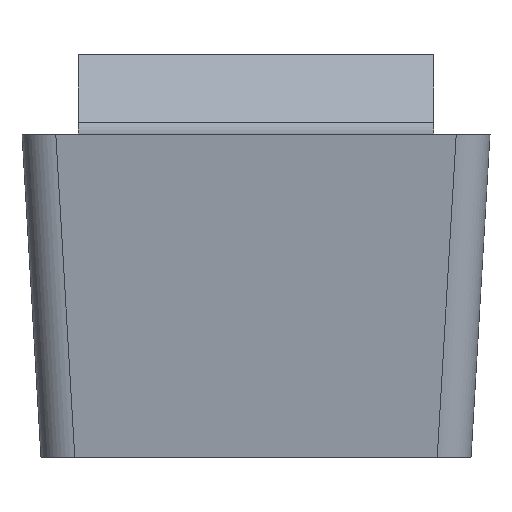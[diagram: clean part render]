
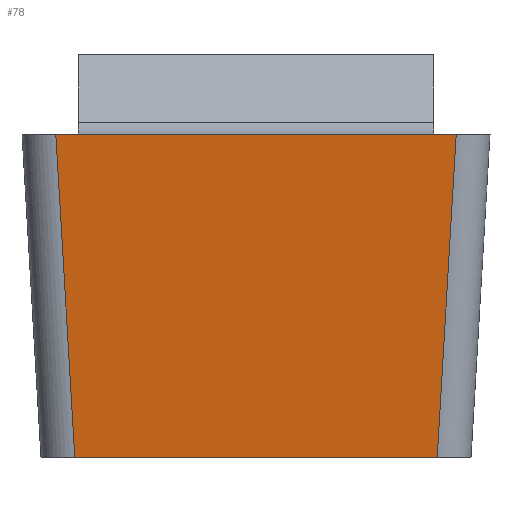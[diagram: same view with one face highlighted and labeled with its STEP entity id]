
A CAD part, front view. The second image highlights one B-rep face of the part: STEP entity #78.
In plain terms, the highlighted planar face has unit normal (0, -0.993, -0.122).
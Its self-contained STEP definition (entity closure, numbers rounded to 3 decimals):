
#78=ADVANCED_FACE('HEAD_NEUTRAL_UDF_SU2',(#118),#96,.F.);
#96=PLANE('',#549);
#118=FACE_OUTER_BOUND('',#142,.T.);
#142=EDGE_LOOP('',(#265,#266,#267,#268));
#265=ORIENTED_EDGE('',*,*,#351,.T.);
#266=ORIENTED_EDGE('',*,*,#385,.T.);
#267=ORIENTED_EDGE('',*,*,#374,.F.);
#268=ORIENTED_EDGE('',*,*,#386,.T.);
#304=VERTEX_POINT('',#762);
#305=VERTEX_POINT('',#764);
#316=VERTEX_POINT('',#812);
#317=VERTEX_POINT('',#814);
#351=EDGE_CURVE('',#305,#304,#411,.T.);
#374=EDGE_CURVE('',#316,#317,#426,.T.);
#385=EDGE_CURVE('',#304,#317,#433,.T.);
#386=EDGE_CURVE('',#316,#305,#434,.T.);
#411=LINE('',#763,#459);
#426=LINE('',#813,#474);
#433=LINE('',#867,#481);
#434=LINE('',#868,#482);
#459=VECTOR('',#600,1.);
#474=VECTOR('',#645,1.);
#481=VECTOR('',#666,1.);
#482=VECTOR('',#667,1.);
#549=AXIS2_PLACEMENT_3D('',#869,#668,#669);
#600=DIRECTION('',(1.,0.,0.));
#645=DIRECTION('',(1.,0.,0.));
#666=DIRECTION('',(0.058,-0.122,0.991));
#667=DIRECTION('',(0.058,0.122,-0.991));
#668=DIRECTION('',(0.,0.993,0.122));
#669=DIRECTION('',(1.,0.,0.));
#762=CARTESIAN_POINT('',(4.258,0.431,-7.579));
#763=CARTESIAN_POINT('',(0.,0.431,-7.579));
#764=CARTESIAN_POINT('',(-4.258,0.431,-7.579));
#812=CARTESIAN_POINT('',(-4.704,-0.5,0.));
#813=CARTESIAN_POINT('',(0.,-0.5,0.));
#814=CARTESIAN_POINT('',(4.704,-0.5,0.));
#867=CARTESIAN_POINT('',(4.688,-0.467,-0.272));
#868=CARTESIAN_POINT('',(-4.688,-0.467,-0.272));
#869=CARTESIAN_POINT('',(0.,-0.5,0.));
